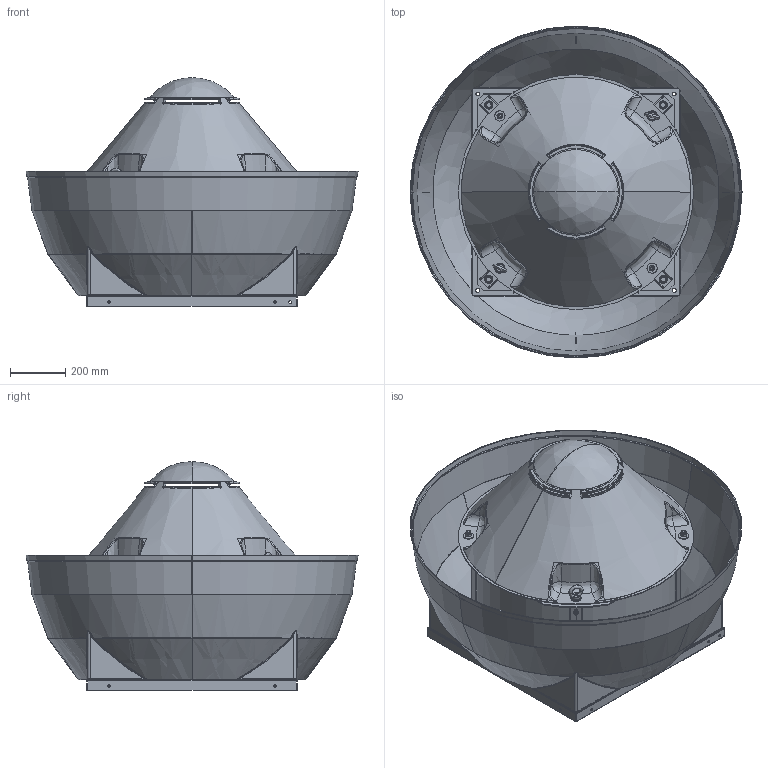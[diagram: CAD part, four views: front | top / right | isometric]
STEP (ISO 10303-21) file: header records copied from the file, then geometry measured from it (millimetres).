
FILE_DESCRIPTION (( 'STEP AP203' ), '1' );
FILE_NAME ('FCP-V 564.STEP', '2022-03-09T16:04:47', ( '' ), ( '' ), 'SwSTEP 2.0', 'SolidWorks 2018', '' );
FILE_SCHEMA (( 'CONFIG_CONTROL_DESIGN' ));
Length unit declared in the file: millimetre
Products named in the file (29): RETI FC-P_56.STEP; ISO 7089 M10x20 Z_5RO3012.STEP; ISO 4017 TE M6x20 8.8 Z_5VT5112.STEP; I611A-8ST1345-Staffa-FC56P_Default_A macchina_.STEP; K746-5PM2113-Rinf-Port-50-56P-Gr100-112.STEP; ISO 7093 M6x18 Z_5RO3004.STEP; FCP-V 564.STEP; 5RI1059-RIVETTO-4,8x17,6-ACC-AVIBULB.STEP; DIN 582 - M12 Z_5GA1000.STEP; ISO 7093 M12x36 Z_5RO3019.STEP; DADO CIECO M12 Z_5DA3007.STEP; ISO 4032 M12 8 Z_5DA2008.STEP; ISO 4032 M10 8 Z_5DA2003.STEP; C121B-5CO1340-CAP-FCV50-56.STEP; F717A-5BA5509-Base FC 56P.STEP; ISO 7093 M6x24 Z_5RO3005.STEP; ISO 4017 TE M10x30 8.8 Z_5VT5124.STEP; DIN6798A M12 Z-Dent_5RO1992.STEP; ISO 4017 TE M12x45 8.8 Z_5VT5043.STEP; ISO 4161 M6 8 Z FL_5DA2004.STEP; ISO 7089 M12x24 Z_5RO3014.STEP; ISO 4017 TE M6x16 8.8 Z_5VT5117.STEP; R743_5RO1008_25x9.STEP; 5RI1042-Inserto-H-Esag-T-Rid-M6-CHIUSO.STEP; DIN6798A M10 Z-Dent_5RO1990.STEP; C135A-5CO1315-CONV-FCV50-56.STEP; K745-5PM2112-Portam-50-56P-Gr100-112.STEP; FCP-V 564; ISO 7093 M10x30 Z_5RO3016.STEP
Assembly tree (163 placements, depth 3):
  FCP-V 564
    FCP-V 564.STEP
      F717A-5BA5509-Base FC 56P.STEP
      RETI FC-P_56.STEP
      I611A-8ST1345-Staffa-FC56P_Default_A macchina_.STEP  x4
      K745-5PM2112-Portam-50-56P-Gr100-112.STEP
      K746-5PM2113-Rinf-Port-50-56P-Gr100-112.STEP
      5RI1042-Inserto-H-Esag-T-Rid-M6-CHIUSO.STEP  x4
      ISO 4017 TE M6x16 8.8 Z_5VT5117.STEP  x4
      ISO 7093 M6x24 Z_5RO3005.STEP  x12
      ISO 4017 TE M10x30 8.8 Z_5VT5124.STEP  x8
      ISO 7089 M10x20 Z_5RO3012.STEP  x8
      ISO 7093 M10x30 Z_5RO3016.STEP  x16
      R743_5RO1008_25x9.STEP  x16
      ISO 4032 M10 8 Z_5DA2003.STEP  x8
      DIN6798A M10 Z-Dent_5RO1990.STEP  x8
      ISO 4017 TE M6x20 8.8 Z_5VT5112.STEP  x8
      ISO 7093 M6x18 Z_5RO3004.STEP  x8
      ISO 4161 M6 8 Z FL_5DA2004.STEP  x8
      5RI1059-RIVETTO-4,8x17,6-ACC-AVIBULB.STEP  x12
      ISO 4017 TE M12x45 8.8 Z_5VT5043.STEP  x4
      ISO 7089 M12x24 Z_5RO3014.STEP  x8
      DIN6798A M12 Z-Dent_5RO1992.STEP  x4
      ISO 4032 M12 8 Z_5DA2008.STEP  x4
      ISO 7093 M12x36 Z_5RO3019.STEP  x8
      DIN 582 - M12 Z_5GA1000.STEP  x2
      DADO CIECO M12 Z_5DA3007.STEP  x2
      C121B-5CO1340-CAP-FCV50-56.STEP
      C135A-5CO1315-CONV-FCV50-56.STEP
Bounding box: 1200 x 1200 x 826.5 mm (x, y, z)
Volume: 28493029.4 mm3; surface area: 19777960.8 mm2
Topology: 165 solids, 165 shells, 4306 faces, 11032 edges, 7118 vertices
Faces by surface type: plane 2102, cylinder 1229, cone 675, bspline 208, torus 88, sphere 4
Entity records: 70993 total; most frequent: CARTESIAN_POINT 29181, ORIENTED_EDGE 7534, DIRECTION 7031, EDGE_CURVE 3767, AXIS2_PLACEMENT_3D 2646, VERTEX_POINT 2405, LINE 1739, VECTOR 1739
